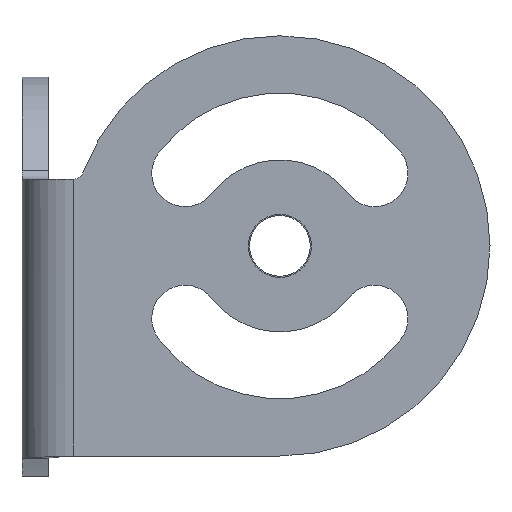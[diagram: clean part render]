
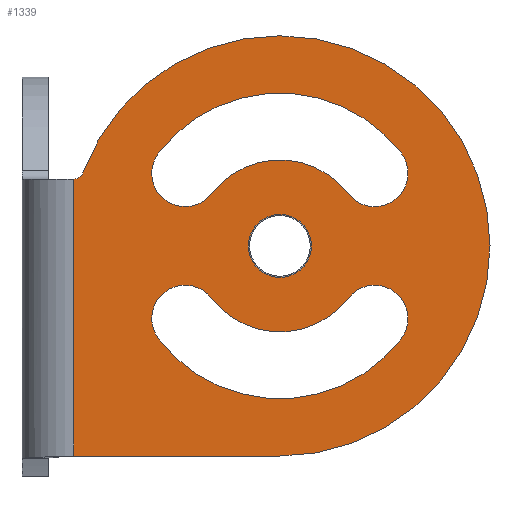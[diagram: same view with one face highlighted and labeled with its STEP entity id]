
A CAD part, left-side view. The second image highlights one B-rep face of the part: STEP entity #1339.
In plain terms, the highlighted planar face has unit normal (-1, 0, 0).
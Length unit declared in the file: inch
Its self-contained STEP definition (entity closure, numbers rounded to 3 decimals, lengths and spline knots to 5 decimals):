
#214=DIRECTION('',(0.,0.,1.));
#215=VECTOR('',#214,1.14173);
#216=CARTESIAN_POINT('',(-1.92004,-0.21295,
-0.88284));
#217=LINE('',#216,#215);
#218=CARTESIAN_POINT('',(-1.92004,-0.21295,
-0.88284));
#233=DIRECTION('',(0.,-1.,0.));
#234=VECTOR('',#233,0.00107);
#235=CARTESIAN_POINT('',(-1.92004,-0.21295,
0.2589));
#236=LINE('',#235,#234);
#237=CARTESIAN_POINT('',(-1.92004,-1.06299,
-0.01669));
#238=DIRECTION('',(1.,0.,0.));
#239=DIRECTION('',(0.,0.938,0.348));
#240=AXIS2_PLACEMENT_3D('',#237,#238,#239);
#242=CARTESIAN_POINT('',(-1.92004,-1.06299,
-0.01669));
#243=DIRECTION('',(1.,0.,0.));
#244=DIRECTION('',(0.,0.,1.));
#245=AXIS2_PLACEMENT_3D('',#242,#243,#244);
#247=DIRECTION('',(0.,1.,0.));
#248=VECTOR('',#247,0.85004);
#249=CARTESIAN_POINT('',(-1.92004,-1.06299,
-0.88284));
#250=LINE('',#249,#248);
#251=CARTESIAN_POINT('',(-1.92004,-1.06299,
-0.01669));
#252=DIRECTION('',(1.,0.,0.));
#253=DIRECTION('',(0.,1.,0.));
#254=AXIS2_PLACEMENT_3D('',#251,#252,#253);
#256=CARTESIAN_POINT('',(-1.92004,-1.06299,
-0.01669));
#257=DIRECTION('',(1.,0.,0.));
#258=DIRECTION('',(0.,-1.,0.));
#259=AXIS2_PLACEMENT_3D('',#256,#257,#258);
#261=CARTESIAN_POINT('',(-1.92004,-1.45342,
-0.31628));
#262=DIRECTION('',(1.,0.,0.));
#263=DIRECTION('',(0.,0.793,0.609));
#264=AXIS2_PLACEMENT_3D('',#261,#262,#263);
#266=CARTESIAN_POINT('',(-1.92004,-1.06299,
-0.01669));
#267=DIRECTION('',(1.,0.,0.));
#268=DIRECTION('',(0.,-0.793,-0.609));
#269=AXIS2_PLACEMENT_3D('',#266,#267,#268);
#271=CARTESIAN_POINT('',(-1.92004,-0.67256,
-0.31628));
#272=DIRECTION('',(1.,0.,0.));
#273=DIRECTION('',(0.,0.793,-0.609));
#274=AXIS2_PLACEMENT_3D('',#271,#272,#273);
#276=CARTESIAN_POINT('',(-1.92004,-1.06299,
-0.01669));
#277=DIRECTION('',(1.,0.,0.));
#278=DIRECTION('',(0.,-0.793,-0.609));
#279=AXIS2_PLACEMENT_3D('',#276,#277,#278);
#281=CARTESIAN_POINT('',(-1.92004,-0.67256,
0.28289));
#282=DIRECTION('',(1.,0.,0.));
#283=DIRECTION('',(0.,-0.793,-0.609));
#284=AXIS2_PLACEMENT_3D('',#281,#282,#283);
#286=CARTESIAN_POINT('',(-1.92004,-1.06299,
-0.01669));
#287=DIRECTION('',(1.,0.,0.));
#288=DIRECTION('',(0.,0.793,0.609));
#289=AXIS2_PLACEMENT_3D('',#286,#287,#288);
#291=CARTESIAN_POINT('',(-1.92004,-1.45342,
0.28289));
#292=DIRECTION('',(1.,0.,0.));
#293=DIRECTION('',(0.,-0.793,0.609));
#294=AXIS2_PLACEMENT_3D('',#291,#292,#293);
#296=CARTESIAN_POINT('',(-1.92004,-1.06299,
-0.01669));
#297=DIRECTION('',(1.,0.,0.));
#298=DIRECTION('',(0.,0.793,0.609));
#299=AXIS2_PLACEMENT_3D('',#296,#297,#298);
#309=CARTESIAN_POINT('',(-1.92004,-0.21402,
0.29827));
#310=DIRECTION('',(1.,0.,0.));
#311=DIRECTION('',(0.,-0.938,-0.348));
#312=AXIS2_PLACEMENT_3D('',#309,#310,#311);
#774=VERTEX_POINT('',#218);
#776=CARTESIAN_POINT('',(-1.92004,-0.93307,
-0.01669));
#777=CARTESIAN_POINT('',(-1.92004,-1.19291,
-0.01669));
#778=VERTEX_POINT('',#776);
#779=VERTEX_POINT('',#777);
#780=CARTESIAN_POINT('',(-1.92004,-1.3441,
-0.2324));
#781=CARTESIAN_POINT('',(-1.92004,-1.56274,
-0.40017));
#782=VERTEX_POINT('',#780);
#783=VERTEX_POINT('',#781);
#784=CARTESIAN_POINT('',(-1.92004,-0.78188,-0.2324));
#785=VERTEX_POINT('',#784);
#786=CARTESIAN_POINT('',(-1.92004,-0.56324,
-0.40017));
#787=VERTEX_POINT('',#786);
#788=CARTESIAN_POINT('',(-1.92004,-0.78188,0.19901));
#789=CARTESIAN_POINT('',(-1.92004,-0.56324,
0.36678));
#790=VERTEX_POINT('',#788);
#791=VERTEX_POINT('',#789);
#792=CARTESIAN_POINT('',(-1.92004,-1.3441,
0.19901));
#793=VERTEX_POINT('',#792);
#794=CARTESIAN_POINT('',(-1.92004,-1.56274,
0.36678));
#795=VERTEX_POINT('',#794);
#860=CARTESIAN_POINT('',(-1.92004,-0.25093,
0.28457));
#861=CARTESIAN_POINT('',(-1.92004,-0.21402,
0.2589));
#862=VERTEX_POINT('',#860);
#863=VERTEX_POINT('',#861);
#932=CARTESIAN_POINT('',(-1.92004,-1.06299,
0.84945));
#933=CARTESIAN_POINT('',(-1.92004,-1.06299,
-0.88284));
#934=VERTEX_POINT('',#932);
#935=VERTEX_POINT('',#933);
#936=CARTESIAN_POINT('',(-1.92004,-0.21295,
0.2589));
#937=VERTEX_POINT('',#936);
#1295=CARTESIAN_POINT('',(-1.92004,-0.10902,
-0.47124));
#1296=DIRECTION('',(1.,0.,0.));
#1297=DIRECTION('',(0.,0.,1.));
#1298=AXIS2_PLACEMENT_3D('',#1295,#1296,#1297);
#1299=PLANE('',#1298);
#1301=ORIENTED_EDGE('',*,*,#1300,.T.);
#1303=ORIENTED_EDGE('',*,*,#1302,.F.);
#1305=ORIENTED_EDGE('',*,*,#1304,.T.);
#1307=ORIENTED_EDGE('',*,*,#1306,.T.);
#1309=ORIENTED_EDGE('',*,*,#1308,.T.);
#1310=ORIENTED_EDGE('',*,*,#1288,.T.);
#1311=EDGE_LOOP('',(#1301,#1303,#1305,#1307,#1309,#1310));
#1312=FACE_OUTER_BOUND('',#1311,.F.);
#1314=ORIENTED_EDGE('',*,*,#1313,.F.);
#1316=ORIENTED_EDGE('',*,*,#1315,.F.);
#1317=EDGE_LOOP('',(#1314,#1316));
#1318=FACE_BOUND('',#1317,.F.);
#1320=ORIENTED_EDGE('',*,*,#1319,.F.);
#1322=ORIENTED_EDGE('',*,*,#1321,.T.);
#1324=ORIENTED_EDGE('',*,*,#1323,.F.);
#1326=ORIENTED_EDGE('',*,*,#1325,.F.);
#1327=EDGE_LOOP('',(#1320,#1322,#1324,#1326));
#1328=FACE_BOUND('',#1327,.F.);
#1330=ORIENTED_EDGE('',*,*,#1329,.F.);
#1332=ORIENTED_EDGE('',*,*,#1331,.T.);
#1334=ORIENTED_EDGE('',*,*,#1333,.F.);
#1336=ORIENTED_EDGE('',*,*,#1335,.F.);
#1337=EDGE_LOOP('',(#1330,#1332,#1334,#1336));
#1338=FACE_BOUND('',#1337,.F.);
#1339=ADVANCED_FACE('',(#1312,#1318,#1328,#1338),#1299,.F.);
#241=CIRCLE('',#240,0.86614);
#246=CIRCLE('',#245,0.86614);
#255=CIRCLE('',#254,0.12992);
#260=CIRCLE('',#259,0.12992);
#265=CIRCLE('',#264,0.1378);
#270=CIRCLE('',#269,0.35433);
#275=CIRCLE('',#274,0.1378);
#280=CIRCLE('',#279,0.62992);
#285=CIRCLE('',#284,0.1378);
#290=CIRCLE('',#289,0.35433);
#295=CIRCLE('',#294,0.1378);
#300=CIRCLE('',#299,0.62992);
#313=CIRCLE('',#312,0.03937);
#1288=EDGE_CURVE('',#774,#937,#217,.T.);
#1300=EDGE_CURVE('',#937,#863,#236,.T.);
#1302=EDGE_CURVE('',#862,#863,#313,.T.);
#1304=EDGE_CURVE('',#862,#934,#241,.T.);
#1306=EDGE_CURVE('',#934,#935,#246,.T.);
#1308=EDGE_CURVE('',#935,#774,#250,.T.);
#1313=EDGE_CURVE('',#778,#779,#255,.T.);
#1315=EDGE_CURVE('',#779,#778,#260,.T.);
#1319=EDGE_CURVE('',#782,#783,#265,.T.);
#1321=EDGE_CURVE('',#782,#785,#270,.T.);
#1323=EDGE_CURVE('',#787,#785,#275,.T.);
#1325=EDGE_CURVE('',#783,#787,#280,.T.);
#1329=EDGE_CURVE('',#790,#791,#285,.T.);
#1331=EDGE_CURVE('',#790,#793,#290,.T.);
#1333=EDGE_CURVE('',#795,#793,#295,.T.);
#1335=EDGE_CURVE('',#791,#795,#300,.T.);
